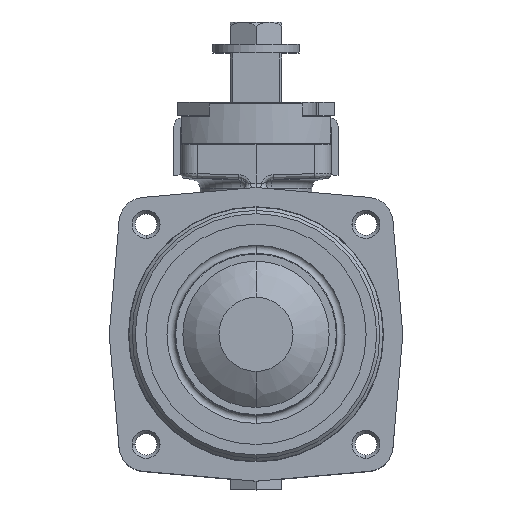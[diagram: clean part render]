
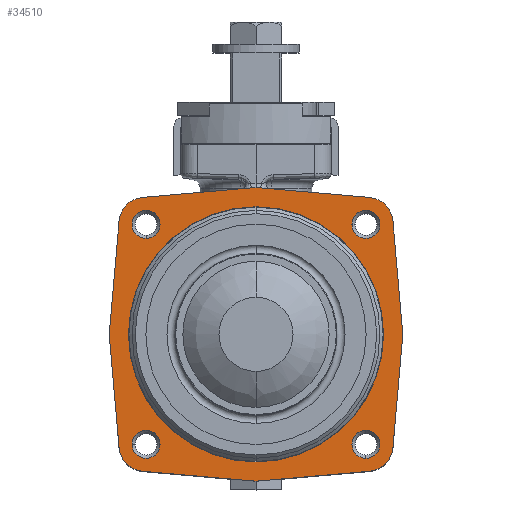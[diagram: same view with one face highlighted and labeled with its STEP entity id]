
A CAD part, top view. The second image highlights one B-rep face of the part: STEP entity #34510.
In plain terms, the highlighted planar face has unit normal (0, 0, 1).
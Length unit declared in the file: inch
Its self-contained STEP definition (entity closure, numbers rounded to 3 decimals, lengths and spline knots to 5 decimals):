
#15481=DIRECTION('',(-0.087,0.996,0.));
#15482=VECTOR('',#15481,1.64685);
#15483=CARTESIAN_POINT('',(2.125,-0.858,1.5));
#15484=LINE('',#15483,#15482);
#15493=CARTESIAN_POINT('',(0.,-0.858,1.5));
#15494=DIRECTION('',(0.,0.,-1.));
#15495=DIRECTION('',(0.,1.,0.));
#15496=AXIS2_PLACEMENT_3D('',#15493,#15494,#15495);
#15498=CARTESIAN_POINT('',(0.,-0.858,1.5));
#15499=DIRECTION('',(0.,0.,-1.));
#15500=DIRECTION('',(0.,-1.,0.));
#15501=AXIS2_PLACEMENT_3D('',#15498,#15499,#15500);
#15503=CARTESIAN_POINT('',(1.59099,0.73299,1.5));
#15504=DIRECTION('',(0.,0.,1.));
#15505=DIRECTION('',(-1.,0.,0.));
#15506=AXIS2_PLACEMENT_3D('',#15503,#15504,#15505);
#15508=CARTESIAN_POINT('',(1.59099,0.73299,1.5));
#15509=DIRECTION('',(0.,0.,1.));
#15510=DIRECTION('',(1.,0.,0.));
#15511=AXIS2_PLACEMENT_3D('',#15508,#15509,#15510);
#15513=CARTESIAN_POINT('',(-1.59099,0.73299,1.5));
#15514=DIRECTION('',(0.,0.,1.));
#15515=DIRECTION('',(0.,-1.,0.));
#15516=AXIS2_PLACEMENT_3D('',#15513,#15514,#15515);
#15518=CARTESIAN_POINT('',(-1.59099,0.73299,1.5));
#15519=DIRECTION('',(0.,0.,1.));
#15520=DIRECTION('',(0.,1.,0.));
#15521=AXIS2_PLACEMENT_3D('',#15518,#15519,#15520);
#15523=CARTESIAN_POINT('',(-1.59099,-2.44899,1.5));
#15524=DIRECTION('',(0.,0.,1.));
#15525=DIRECTION('',(1.,0.,0.));
#15526=AXIS2_PLACEMENT_3D('',#15523,#15524,#15525);
#15528=CARTESIAN_POINT('',(-1.59099,-2.44899,1.5));
#15529=DIRECTION('',(0.,0.,1.));
#15530=DIRECTION('',(-1.,0.,0.));
#15531=AXIS2_PLACEMENT_3D('',#15528,#15529,#15530);
#15533=CARTESIAN_POINT('',(1.59099,-2.44899,1.5));
#15534=DIRECTION('',(0.,0.,1.));
#15535=DIRECTION('',(0.,1.,0.));
#15536=AXIS2_PLACEMENT_3D('',#15533,#15534,#15535);
#15538=CARTESIAN_POINT('',(1.59099,-2.44899,1.5));
#15539=DIRECTION('',(0.,0.,1.));
#15540=DIRECTION('',(0.,-1.,0.));
#15541=AXIS2_PLACEMENT_3D('',#15538,#15539,#15540);
#15543=DIRECTION('',(-0.996,0.087,0.));
#15544=VECTOR('',#15543,1.64685);
#15545=CARTESIAN_POINT('',(1.64058,1.12347,1.5));
#15546=LINE('',#15545,#15544);
#15582=DIRECTION('',(0.996,0.087,0.));
#15583=VECTOR('',#15582,1.64685);
#15584=CARTESIAN_POINT('',(-1.64058,1.12347,1.5));
#15585=LINE('',#15584,#15583);
#15616=CARTESIAN_POINT('',(-1.60789,0.74989,1.5));
#15617=DIRECTION('',(0.,0.,-1.));
#15618=DIRECTION('',(-0.996,0.087,0.));
#15619=AXIS2_PLACEMENT_3D('',#15616,#15617,#15618);
#15630=DIRECTION('',(0.087,0.996,0.));
#15631=VECTOR('',#15630,1.64685);
#15632=CARTESIAN_POINT('',(-2.125,-0.858,1.5));
#15633=LINE('',#15632,#15631);
#15642=DIRECTION('',(-0.087,0.996,0.));
#15643=VECTOR('',#15642,1.64685);
#15644=CARTESIAN_POINT('',(-1.98147,-2.49858,1.5));
#15645=LINE('',#15644,#15643);
#15654=CARTESIAN_POINT('',(-1.60789,-2.46589,1.5));
#15655=DIRECTION('',(0.,0.,-1.));
#15656=DIRECTION('',(-0.087,-0.996,0.));
#15657=AXIS2_PLACEMENT_3D('',#15654,#15655,#15656);
#15668=DIRECTION('',(-0.996,0.087,0.));
#15669=VECTOR('',#15668,1.64685);
#15670=CARTESIAN_POINT('',(0.,-2.983,1.5));
#15671=LINE('',#15670,#15669);
#15676=DIRECTION('',(0.996,0.087,0.));
#15677=VECTOR('',#15676,1.64685);
#15678=CARTESIAN_POINT('',(0.,-2.983,1.5));
#15679=LINE('',#15678,#15677);
#15688=CARTESIAN_POINT('',(1.60789,-2.46589,1.5));
#15689=DIRECTION('',(0.,0.,1.));
#15690=DIRECTION('',(0.087,-0.996,0.));
#15691=AXIS2_PLACEMENT_3D('',#15688,#15689,#15690);
#15702=DIRECTION('',(0.087,0.996,0.));
#15703=VECTOR('',#15702,1.64685);
#15704=CARTESIAN_POINT('',(1.98147,-2.49858,1.5));
#15705=LINE('',#15704,#15703);
#17616=CARTESIAN_POINT('',(1.60789,0.74989,1.5));
#17617=DIRECTION('',(0.,0.,1.));
#17618=DIRECTION('',(0.996,0.087,0.));
#17619=AXIS2_PLACEMENT_3D('',#17616,#17617,#17618);
#20087=CARTESIAN_POINT('',(0.,0.988,1.5));
#20088=CARTESIAN_POINT('',(0.,-2.704,1.5));
#20089=VERTEX_POINT('',#20087);
#20090=VERTEX_POINT('',#20088);
#20095=CARTESIAN_POINT('',(1.38799,0.73299,1.5));
#20096=CARTESIAN_POINT('',(1.79399,0.73299,1.5));
#20097=VERTEX_POINT('',#20095);
#20098=VERTEX_POINT('',#20096);
#20107=CARTESIAN_POINT('',(-1.59099,0.52999,1.5));
#20108=CARTESIAN_POINT('',(-1.59099,0.93599,1.5));
#20109=VERTEX_POINT('',#20107);
#20110=VERTEX_POINT('',#20108);
#20119=CARTESIAN_POINT('',(-1.38799,-2.44899,1.5));
#20120=CARTESIAN_POINT('',(-1.79399,-2.44899,1.5));
#20121=VERTEX_POINT('',#20119);
#20122=VERTEX_POINT('',#20120);
#20131=CARTESIAN_POINT('',(1.59099,-2.24599,1.5));
#20132=CARTESIAN_POINT('',(1.59099,-2.65199,1.5));
#20133=VERTEX_POINT('',#20131);
#20134=VERTEX_POINT('',#20132);
#21113=CARTESIAN_POINT('',(1.64058,1.12347,1.5));
#21114=CARTESIAN_POINT('',(0.,1.267,1.5));
#21115=VERTEX_POINT('',#21113);
#21116=VERTEX_POINT('',#21114);
#21117=CARTESIAN_POINT('',(0.,-2.983,1.5));
#21118=CARTESIAN_POINT('',(1.64058,-2.83947,1.5));
#21119=VERTEX_POINT('',#21117);
#21120=VERTEX_POINT('',#21118);
#21121=CARTESIAN_POINT('',(-1.64058,1.12347,1.5));
#21122=VERTEX_POINT('',#21121);
#21123=CARTESIAN_POINT('',(-1.64058,-2.83947,1.5));
#21124=VERTEX_POINT('',#21123);
#21125=CARTESIAN_POINT('',(1.98147,-2.49858,1.5));
#21126=CARTESIAN_POINT('',(2.125,-0.858,1.5));
#21127=VERTEX_POINT('',#21125);
#21128=VERTEX_POINT('',#21126);
#21129=CARTESIAN_POINT('',(1.98147,0.78258,1.5));
#21130=VERTEX_POINT('',#21129);
#21131=CARTESIAN_POINT('',(-1.98147,-2.49858,1.5));
#21132=CARTESIAN_POINT('',(-2.125,-0.858,1.5));
#21133=VERTEX_POINT('',#21131);
#21134=VERTEX_POINT('',#21132);
#21135=CARTESIAN_POINT('',(-1.98147,0.78258,1.5));
#21136=VERTEX_POINT('',#21135);
#34450=CARTESIAN_POINT('',(0.,-0.858,1.5));
#34451=DIRECTION('',(0.,0.,-1.));
#34452=DIRECTION('',(0.,-1.,0.));
#34453=AXIS2_PLACEMENT_3D('',#34450,#34451,#34452);
#34454=PLANE('',#34453);
#34456=ORIENTED_EDGE('',*,*,#34455,.F.);
#34458=ORIENTED_EDGE('',*,*,#34457,.F.);
#34459=ORIENTED_EDGE('',*,*,#34440,.F.);
#34461=ORIENTED_EDGE('',*,*,#34460,.F.);
#34463=ORIENTED_EDGE('',*,*,#34462,.F.);
#34465=ORIENTED_EDGE('',*,*,#34464,.F.);
#34467=ORIENTED_EDGE('',*,*,#34466,.T.);
#34469=ORIENTED_EDGE('',*,*,#34468,.T.);
#34471=ORIENTED_EDGE('',*,*,#34470,.T.);
#34473=ORIENTED_EDGE('',*,*,#34472,.T.);
#34475=ORIENTED_EDGE('',*,*,#34474,.T.);
#34477=ORIENTED_EDGE('',*,*,#34476,.T.);
#34478=EDGE_LOOP('',(#34456,#34458,#34459,#34461,#34463,#34465,#34467,#34469,
#34471,#34473,#34475,#34477));
#34479=FACE_OUTER_BOUND('',#34478,.F.);
#34481=ORIENTED_EDGE('',*,*,#34480,.F.);
#34483=ORIENTED_EDGE('',*,*,#34482,.F.);
#34484=EDGE_LOOP('',(#34481,#34483));
#34485=FACE_BOUND('',#34484,.F.);
#34487=ORIENTED_EDGE('',*,*,#34486,.T.);
#34489=ORIENTED_EDGE('',*,*,#34488,.T.);
#34490=EDGE_LOOP('',(#34487,#34489));
#34491=FACE_BOUND('',#34490,.F.);
#34493=ORIENTED_EDGE('',*,*,#34492,.T.);
#34495=ORIENTED_EDGE('',*,*,#34494,.T.);
#34496=EDGE_LOOP('',(#34493,#34495));
#34497=FACE_BOUND('',#34496,.F.);
#34499=ORIENTED_EDGE('',*,*,#34498,.T.);
#34501=ORIENTED_EDGE('',*,*,#34500,.T.);
#34502=EDGE_LOOP('',(#34499,#34501));
#34503=FACE_BOUND('',#34502,.F.);
#34505=ORIENTED_EDGE('',*,*,#34504,.T.);
#34507=ORIENTED_EDGE('',*,*,#34506,.T.);
#34508=EDGE_LOOP('',(#34505,#34507));
#34509=FACE_BOUND('',#34508,.F.);
#15497=CIRCLE('',#15496,1.846);
#15502=CIRCLE('',#15501,1.846);
#15507=CIRCLE('',#15506,0.203);
#15512=CIRCLE('',#15511,0.203);
#15517=CIRCLE('',#15516,0.203);
#15522=CIRCLE('',#15521,0.203);
#15527=CIRCLE('',#15526,0.203);
#15532=CIRCLE('',#15531,0.203);
#15537=CIRCLE('',#15536,0.203);
#15542=CIRCLE('',#15541,0.203);
#15620=CIRCLE('',#15619,0.375);
#15658=CIRCLE('',#15657,0.375);
#15692=CIRCLE('',#15691,0.375);
#17620=CIRCLE('',#17619,0.375);
#34440=EDGE_CURVE('',#21128,#21130,#15484,.T.);
#34455=EDGE_CURVE('',#21115,#21116,#15546,.T.);
#34457=EDGE_CURVE('',#21130,#21115,#17620,.T.);
#34460=EDGE_CURVE('',#21127,#21128,#15705,.T.);
#34462=EDGE_CURVE('',#21120,#21127,#15692,.T.);
#34464=EDGE_CURVE('',#21119,#21120,#15679,.T.);
#34466=EDGE_CURVE('',#21119,#21124,#15671,.T.);
#34468=EDGE_CURVE('',#21124,#21133,#15658,.T.);
#34470=EDGE_CURVE('',#21133,#21134,#15645,.T.);
#34472=EDGE_CURVE('',#21134,#21136,#15633,.T.);
#34474=EDGE_CURVE('',#21136,#21122,#15620,.T.);
#34476=EDGE_CURVE('',#21122,#21116,#15585,.T.);
#34480=EDGE_CURVE('',#20089,#20090,#15497,.T.);
#34482=EDGE_CURVE('',#20090,#20089,#15502,.T.);
#34486=EDGE_CURVE('',#20097,#20098,#15507,.T.);
#34488=EDGE_CURVE('',#20098,#20097,#15512,.T.);
#34492=EDGE_CURVE('',#20109,#20110,#15517,.T.);
#34494=EDGE_CURVE('',#20110,#20109,#15522,.T.);
#34498=EDGE_CURVE('',#20121,#20122,#15527,.T.);
#34500=EDGE_CURVE('',#20122,#20121,#15532,.T.);
#34504=EDGE_CURVE('',#20133,#20134,#15537,.T.);
#34506=EDGE_CURVE('',#20134,#20133,#15542,.T.);
#34510=ADVANCED_FACE('',(#34479,#34485,#34491,#34497,#34503,#34509),#34454,.F.);
